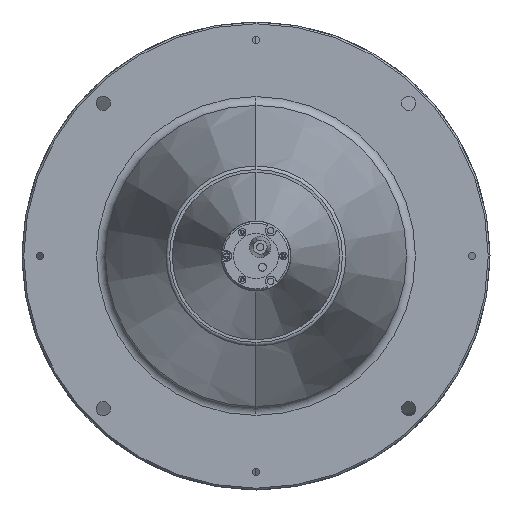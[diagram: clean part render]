
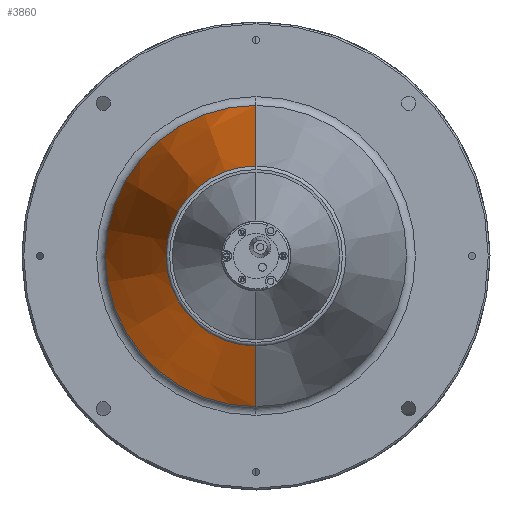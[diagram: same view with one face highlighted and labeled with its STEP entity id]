
A CAD part, left-side view. The second image highlights one B-rep face of the part: STEP entity #3860.
In plain terms, the highlighted conical face has half-angle 13.358 degrees and reference radius 50 mm.
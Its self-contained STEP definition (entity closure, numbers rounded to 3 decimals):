
#82 = VERTEX_POINT ( 'NONE', #6095 ) ;
#83 = VERTEX_POINT ( 'NONE', #6096 ) ;
#85 = VERTEX_POINT ( 'NONE', #6098 ) ;
#375 = CIRCLE ( 'NONE', #2004, 83.675 ) ;
#377 = CIRCLE ( 'NONE', #2000, 50. ) ;
#861 = VERTEX_POINT ( 'NONE', #3360 ) ;
#1479 = CARTESIAN_POINT ( 'NONE',  ( 336.291, 0., 0. ) ) ;
#1480 = DIRECTION ( 'NONE',  ( -1., 0., 0. ) ) ;
#1481 = DIRECTION ( 'NONE',  ( 0., 0., 1. ) ) ;
#1483 = LINE ( 'NONE', #1484, #2007 ) ;
#1484 = CARTESIAN_POINT ( 'NONE',  ( 194.479, 0., -50. ) ) ;
#1485 = DIRECTION ( 'NONE',  ( 0.973, 0., -0.231 ) ) ;
#1488 = CARTESIAN_POINT ( 'NONE',  ( 194.479, 0., 0. ) ) ;
#1489 = LINE ( 'NONE', #1490, #2009 ) ;
#1490 = CARTESIAN_POINT ( 'NONE',  ( 194.479, 0., 50. ) ) ;
#1491 = DIRECTION ( 'NONE',  ( 0.973, 0., 0.231 ) ) ;
#1492 = DIRECTION ( 'NONE',  ( -1., 0., 0. ) ) ;
#1493 = DIRECTION ( 'NONE',  ( 0., 0., 1. ) ) ;
#2000 = AXIS2_PLACEMENT_3D ( 'NONE', #1488, #1492, #1493 ) ;
#2004 = AXIS2_PLACEMENT_3D ( 'NONE', #1479, #1480, #1481 ) ;
#2007 = VECTOR ( 'NONE', #1485, 1000. ) ;
#2009 = VECTOR ( 'NONE', #1491, 1000. ) ;
#3196 = CARTESIAN_POINT ( 'NONE',  ( 194.479, 0., 0. ) ) ;
#3197 = DIRECTION ( 'NONE',  ( 1., 0., 0. ) ) ;
#3198 = DIRECTION ( 'NONE',  ( 0., 0., -1. ) ) ;
#3360 = CARTESIAN_POINT ( 'NONE',  ( 194.479, 0., 50. ) ) ;
#3751 = ORIENTED_EDGE ( 'NONE', *, *, #7626, .T. ) ;
#3753 = ORIENTED_EDGE ( 'NONE', *, *, #7624, .F. ) ;
#3755 = ORIENTED_EDGE ( 'NONE', *, *, #7627, .F. ) ;
#3756 = ORIENTED_EDGE ( 'NONE', *, *, #7623, .T. ) ;
#3860 = ADVANCED_FACE ( 'NONE', ( #6181 ), #7921, .T. ) ;
#5319 = EDGE_LOOP ( 'NONE', ( #3755, #3751, #3756, #3753 ) ) ;
#6095 = CARTESIAN_POINT ( 'NONE',  ( 336.291, 0., -83.675 ) ) ;
#6096 = CARTESIAN_POINT ( 'NONE',  ( 336.291, 0., 83.675 ) ) ;
#6098 = CARTESIAN_POINT ( 'NONE',  ( 194.479, 0., -50. ) ) ;
#6181 = FACE_OUTER_BOUND ( 'NONE', #5319, .T. ) ;
#6189 = AXIS2_PLACEMENT_3D ( 'NONE', #3196, #3197, #3198 ) ;
#7623 = EDGE_CURVE ( 'NONE', #83, #82, #375, .T. ) ;
#7624 = EDGE_CURVE ( 'NONE', #85, #82, #1483, .T. ) ;
#7626 = EDGE_CURVE ( 'NONE', #861, #83, #1489, .T. ) ;
#7627 = EDGE_CURVE ( 'NONE', #861, #85, #377, .T. ) ;
#7921 = CONICAL_SURFACE ( 'NONE', #6189, 50., 0.233 ) ;
